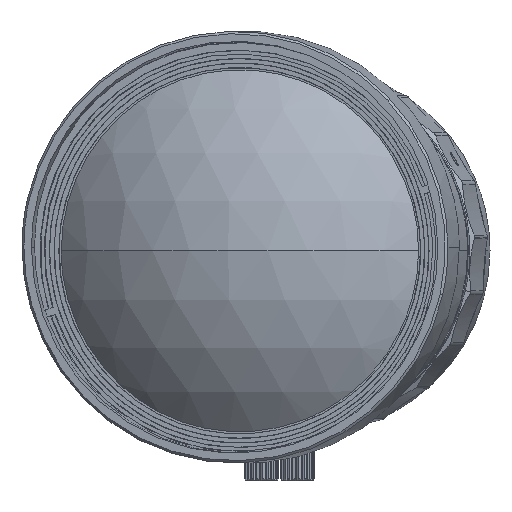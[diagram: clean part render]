
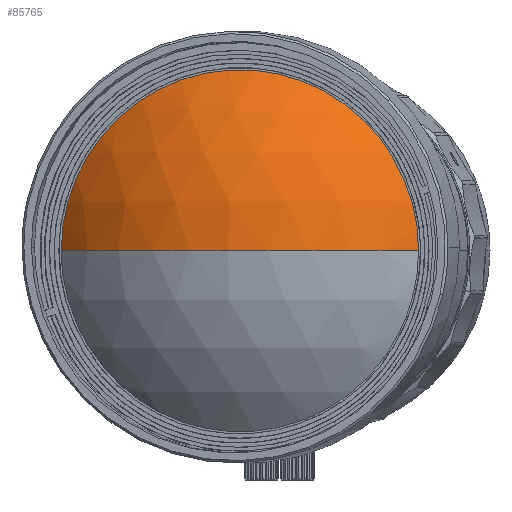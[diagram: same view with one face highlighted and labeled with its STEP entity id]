
A CAD part, left-side view. The second image highlights one B-rep face of the part: STEP entity #85765.
In plain terms, the highlighted spherical face has radius 34.471 mm.
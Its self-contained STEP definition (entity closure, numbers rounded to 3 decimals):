
#450 = DIRECTION ( 'NONE',  ( -1., 0., 0. ) ) ;
#2532 = CIRCLE ( 'NONE', #82500, 34.471 ) ;
#3258 = CARTESIAN_POINT ( 'NONE',  ( 109.471, -51.136, -18.763 ) ) ;
#4055 = CARTESIAN_POINT ( 'NONE',  ( 116.204, -9.914, -3.021 ) ) ;
#4785 = EDGE_CURVE ( 'NONE', #74112, #57182, #35910, .T. ) ;
#4958 = CARTESIAN_POINT ( 'NONE',  ( 110.969, -41.967, 0.178 ) ) ;
#6259 = CARTESIAN_POINT ( 'NONE',  ( 109.859, -48.758, -8.207 ) ) ;
#6691 = CARTESIAN_POINT ( 'NONE',  ( 112.315, -33.722, 4.297 ) ) ;
#7932 = EDGE_LOOP ( 'NONE', ( #57567, #58684, #22215 ) ) ;
#10308 = CARTESIAN_POINT ( 'NONE',  ( 117.151, -4.116, -17.204 ) ) ;
#10624 = DIRECTION ( 'NONE',  ( 0., 0., -1. ) ) ;
#11204 = CARTESIAN_POINT ( 'NONE',  ( 115.013, -17.207, 2.649 ) ) ;
#15417 = CARTESIAN_POINT ( 'NONE',  ( 137.901, -31.642, -18.763 ) ) ;
#17801 = SPHERICAL_SURFACE ( 'NONE', #70184, 34.471 ) ;
#18709 = CIRCLE ( 'NONE', #84388, 34.471 ) ;
#19267 = CARTESIAN_POINT ( 'NONE',  ( 109.471, -51.136, -18.763 ) ) ;
#19656 = CARTESIAN_POINT ( 'NONE',  ( 103.88, -26.085, -18.763 ) ) ;
#22215 = ORIENTED_EDGE ( 'NONE', *, *, #83426, .F. ) ;
#23021 = DIRECTION ( 'NONE',  ( 0., 0., 1. ) ) ;
#23756 = CARTESIAN_POINT ( 'NONE',  ( 116.763, -6.494, -8.207 ) ) ;
#24652 = CARTESIAN_POINT ( 'NONE',  ( 115.654, -13.285, 0.178 ) ) ;
#25086 = CARTESIAN_POINT ( 'NONE',  ( 110.258, -46.319, -4.232 ) ) ;
#31827 = CARTESIAN_POINT ( 'NONE',  ( 117.127, -4.267, -15.645 ) ) ;
#35910 = B_SPLINE_CURVE_WITH_KNOTS ( 'NONE', 3,
 ( #57739, #10308, #31827, #77405, #84981, #23756, #38070, #65331, #4055, #85874, #24652, #72469, #11204, #43468, #79161, #38516, #65778, #67985, #86316, #6691, #39402, #53263, #47435, #4958, #72917, #59089, #25086, #52368, #6259, #80058, #60414, #45685, #38960, #19267 ),
 .UNSPECIFIED., .F., .F.,
 ( 4, 2, 2, 2, 2, 2, 2, 2, 2, 2, 2, 2, 2, 2, 2, 2, 4 ),
 ( 0.38, 0.418, 0.457, 0.496, 0.535, 0.574, 0.612, 0.651, 0.69, 0.729, 0.767, 0.806, 0.845, 0.884, 0.922, 0.961, 1. ),
 .UNSPECIFIED. ) ;
#37067 = CARTESIAN_POINT ( 'NONE',  ( 137.901, -31.642, -18.763 ) ) ;
#38070 = CARTESIAN_POINT ( 'NONE',  ( 116.644, -7.223, -6.825 ) ) ;
#38516 = CARTESIAN_POINT ( 'NONE',  ( 113.814, -24.548, 4.905 ) ) ;
#38960 = CARTESIAN_POINT ( 'NONE',  ( 109.471, -51.136, -17.204 ) ) ;
#39402 = CARTESIAN_POINT ( 'NONE',  ( 112.074, -35.201, 3.842 ) ) ;
#43468 = CARTESIAN_POINT ( 'NONE',  ( 114.548, -20.05, 3.842 ) ) ;
#45685 = CARTESIAN_POINT ( 'NONE',  ( 109.496, -50.985, -15.645 ) ) ;
#47435 = CARTESIAN_POINT ( 'NONE',  ( 111.387, -39.408, 1.91 ) ) ;
#50908 = DIRECTION ( 'NONE',  ( 0.161, 0.987, 0. ) ) ;
#52368 = CARTESIAN_POINT ( 'NONE',  ( 109.978, -48.029, -6.825 ) ) ;
#53263 = CARTESIAN_POINT ( 'NONE',  ( 111.609, -38.044, 2.649 ) ) ;
#54987 = CARTESIAN_POINT ( 'NONE',  ( 137.901, -31.642, -18.763 ) ) ;
#57182 = VERTEX_POINT ( 'NONE', #3258 ) ;
#57567 = ORIENTED_EDGE ( 'NONE', *, *, #4785, .T. ) ;
#57739 = CARTESIAN_POINT ( 'NONE',  ( 117.151, -4.116, -18.763 ) ) ;
#58684 = ORIENTED_EDGE ( 'NONE', *, *, #64994, .T. ) ;
#59089 = CARTESIAN_POINT ( 'NONE',  ( 110.418, -45.338, -3.021 ) ) ;
#60414 = CARTESIAN_POINT ( 'NONE',  ( 109.594, -50.384, -12.587 ) ) ;
#61269 = DIRECTION ( 'NONE',  ( 0., 0., -1. ) ) ;
#64994 = EDGE_CURVE ( 'NONE', #57182, #67513, #2532, .T. ) ;
#65331 = CARTESIAN_POINT ( 'NONE',  ( 116.364, -8.933, -4.232 ) ) ;
#65778 = CARTESIAN_POINT ( 'NONE',  ( 113.562, -26.087, 5.059 ) ) ;
#67513 = VERTEX_POINT ( 'NONE', #19656 ) ;
#67985 = CARTESIAN_POINT ( 'NONE',  ( 113.06, -29.165, 5.059 ) ) ;
#70184 = AXIS2_PLACEMENT_3D ( 'NONE', #37067, #10624, #50908 ) ;
#70407 = DIRECTION ( 'NONE',  ( 1., 0., 0. ) ) ;
#71472 = FACE_OUTER_BOUND ( 'NONE', #7932, .T. ) ;
#72469 = CARTESIAN_POINT ( 'NONE',  ( 115.236, -15.844, 1.91 ) ) ;
#72917 = CARTESIAN_POINT ( 'NONE',  ( 110.773, -43.162, -0.816 ) ) ;
#74112 = VERTEX_POINT ( 'NONE', #80899 ) ;
#77405 = CARTESIAN_POINT ( 'NONE',  ( 117.028, -4.868, -12.587 ) ) ;
#79161 = CARTESIAN_POINT ( 'NONE',  ( 114.307, -21.53, 4.297 ) ) ;
#80058 = CARTESIAN_POINT ( 'NONE',  ( 109.667, -49.935, -11.088 ) ) ;
#80899 = CARTESIAN_POINT ( 'NONE',  ( 117.151, -4.116, -18.763 ) ) ;
#82500 = AXIS2_PLACEMENT_3D ( 'NONE', #54987, #61269, #450 ) ;
#83426 = EDGE_CURVE ( 'NONE', #74112, #67513, #18709, .T. ) ;
#84388 = AXIS2_PLACEMENT_3D ( 'NONE', #15417, #23021, #70407 ) ;
#84981 = CARTESIAN_POINT ( 'NONE',  ( 116.955, -5.316, -11.088 ) ) ;
#85765 = ADVANCED_FACE ( 'NONE', ( #71472 ), #17801, .F. ) ;
#85874 = CARTESIAN_POINT ( 'NONE',  ( 115.849, -12.09, -0.816 ) ) ;
#86316 = CARTESIAN_POINT ( 'NONE',  ( 112.808, -30.703, 4.905 ) ) ;
